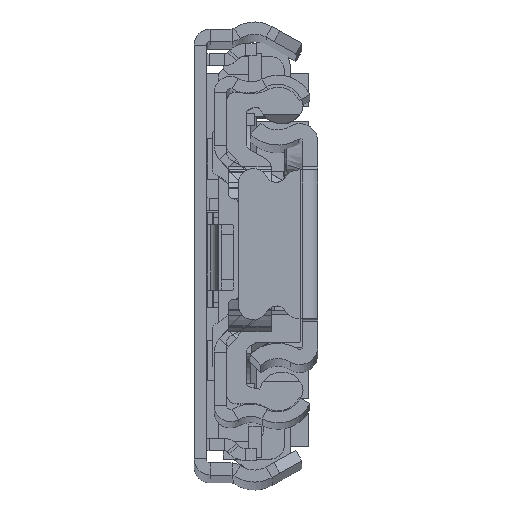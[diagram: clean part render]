
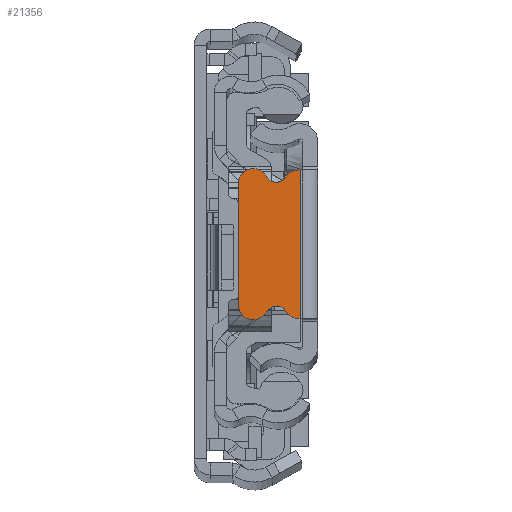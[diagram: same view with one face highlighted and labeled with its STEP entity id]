
A CAD part, top view. The second image highlights one B-rep face of the part: STEP entity #21356.
In plain terms, the highlighted planar face has unit normal (0, 0, 1).
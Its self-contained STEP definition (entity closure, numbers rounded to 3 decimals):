
#1 = DIRECTION ( 'NONE',  ( 1., 0., 0. ) ) ;
#182 = DIRECTION ( 'NONE',  ( 0., 0., 1. ) ) ;
#668 = VERTEX_POINT ( 'NONE', #18405 ) ;
#1618 = CARTESIAN_POINT ( 'NONE',  ( -1.929, -7.37, 0. ) ) ;
#2189 = LINE ( 'NONE', #15348, #27768 ) ;
#2383 = CARTESIAN_POINT ( 'NONE',  ( -5.109, 6.713, 0. ) ) ;
#2527 = AXIS2_PLACEMENT_3D ( 'NONE', #27910, #12839, #1 ) ;
#3539 = CARTESIAN_POINT ( 'NONE',  ( -6.429, 6., 0. ) ) ;
#3744 = CIRCLE ( 'NONE', #20995, 1.5 ) ;
#3973 = DIRECTION ( 'NONE',  ( 1., 0., 0. ) ) ;
#4074 = ORIENTED_EDGE ( 'NONE', *, *, #12933, .T. ) ;
#4458 = VERTEX_POINT ( 'NONE', #14117 ) ;
#5416 = CARTESIAN_POINT ( 'NONE',  ( -1.929, 5.87, 0. ) ) ;
#5633 = EDGE_CURVE ( 'NONE', #22880, #25303, #29739, .T. ) ;
#5678 = CIRCLE ( 'NONE', #30033, 1.1 ) ;
#6065 = AXIS2_PLACEMENT_3D ( 'NONE', #23260, #30908, #20719 ) ;
#6365 = EDGE_CURVE ( 'NONE', #7196, #21397, #3744, .T. ) ;
#6498 = PLANE ( 'NONE',  #12427 ) ;
#6543 = ORIENTED_EDGE ( 'NONE', *, *, #30420, .T. ) ;
#7196 = VERTEX_POINT ( 'NONE', #25094 ) ;
#7241 = EDGE_CURVE ( 'NONE', #668, #22880, #14941, .T. ) ;
#8273 = CARTESIAN_POINT ( 'NONE',  ( -1.929, -5.87, 0. ) ) ;
#8346 = CARTESIAN_POINT ( 'NONE',  ( -7.929, 6., 0. ) ) ;
#8692 = DIRECTION ( 'NONE',  ( -1., 0., 0. ) ) ;
#10828 = VECTOR ( 'NONE', #19559, 1000. ) ;
#11137 = CARTESIAN_POINT ( 'NONE',  ( -1.75, -7.37, 0. ) ) ;
#12415 = DIRECTION ( 'NONE',  ( 1., 0., 0. ) ) ;
#12427 = AXIS2_PLACEMENT_3D ( 'NONE', #16810, #24760, #3973 ) ;
#12839 = DIRECTION ( 'NONE',  ( 0., 0., 1. ) ) ;
#12933 = EDGE_CURVE ( 'NONE', #668, #29531, #27508, .T. ) ;
#13300 = EDGE_LOOP ( 'NONE', ( #21637, #17038, #4074, #15588, #23676, #32539, #6543, #22794, #32363, #27283 ) ) ;
#13673 = CARTESIAN_POINT ( 'NONE',  ( -1.75, 7.37, 0. ) ) ;
#13847 = DIRECTION ( 'NONE',  ( -1., 0., 0. ) ) ;
#14117 = CARTESIAN_POINT ( 'NONE',  ( -7.929, -6., 0. ) ) ;
#14162 = CARTESIAN_POINT ( 'NONE',  ( -1.75, 0., 0. ) ) ;
#14941 = LINE ( 'NONE', #25253, #18347 ) ;
#15348 = CARTESIAN_POINT ( 'NONE',  ( -7.929, -6., 0. ) ) ;
#15588 = ORIENTED_EDGE ( 'NONE', *, *, #32063, .T. ) ;
#15969 = EDGE_CURVE ( 'NONE', #22055, #7196, #5678, .T. ) ;
#16143 = VECTOR ( 'NONE', #8692, 1000. ) ;
#16333 = CARTESIAN_POINT ( 'NONE',  ( -4.142, -7.236, 0. ) ) ;
#16810 = CARTESIAN_POINT ( 'NONE',  ( 442.771, 0., 0. ) ) ;
#17014 = DIRECTION ( 'NONE',  ( -1., 0., 0. ) ) ;
#17038 = ORIENTED_EDGE ( 'NONE', *, *, #7241, .F. ) ;
#17213 = CARTESIAN_POINT ( 'NONE',  ( -3.206, 6.658, 0. ) ) ;
#18347 = VECTOR ( 'NONE', #12415, 1000. ) ;
#18405 = CARTESIAN_POINT ( 'NONE',  ( -1.929, 7.37, 0. ) ) ;
#18591 = DIRECTION ( 'NONE',  ( 0., 0., 1. ) ) ;
#19559 = DIRECTION ( 'NONE',  ( 0., -1., 0. ) ) ;
#20233 = VERTEX_POINT ( 'NONE', #2383 ) ;
#20719 = DIRECTION ( 'NONE',  ( 1., 0., 0. ) ) ;
#20995 = AXIS2_PLACEMENT_3D ( 'NONE', #8273, #18591, #31316 ) ;
#21356 = ADVANCED_FACE ( 'NONE', ( #29688 ), #6498, .T. ) ;
#21397 = VERTEX_POINT ( 'NONE', #27655 ) ;
#21637 = ORIENTED_EDGE ( 'NONE', *, *, #5633, .F. ) ;
#21736 = DIRECTION ( 'NONE',  ( 0., 0., -1. ) ) ;
#22009 = AXIS2_PLACEMENT_3D ( 'NONE', #3539, #26546, #13847 ) ;
#22055 = VERTEX_POINT ( 'NONE', #23427 ) ;
#22477 = CIRCLE ( 'NONE', #2527, 1.5 ) ;
#22794 = ORIENTED_EDGE ( 'NONE', *, *, #15969, .T. ) ;
#22880 = VERTEX_POINT ( 'NONE', #13673 ) ;
#23260 = CARTESIAN_POINT ( 'NONE',  ( -4.142, 7.236, 0. ) ) ;
#23427 = CARTESIAN_POINT ( 'NONE',  ( -5.109, -6.713, 0. ) ) ;
#23676 = ORIENTED_EDGE ( 'NONE', *, *, #25246, .T. ) ;
#24176 = CIRCLE ( 'NONE', #22009, 1.5 ) ;
#24433 = CIRCLE ( 'NONE', #6065, 1.1 ) ;
#24760 = DIRECTION ( 'NONE',  ( 0., 0., 1. ) ) ;
#25094 = CARTESIAN_POINT ( 'NONE',  ( -3.206, -6.658, 0. ) ) ;
#25246 = EDGE_CURVE ( 'NONE', #20233, #26405, #24176, .T. ) ;
#25253 = CARTESIAN_POINT ( 'NONE',  ( -1.929, 7.37, 0. ) ) ;
#25303 = VERTEX_POINT ( 'NONE', #11137 ) ;
#26405 = VERTEX_POINT ( 'NONE', #8346 ) ;
#26546 = DIRECTION ( 'NONE',  ( 0., 0., 1. ) ) ;
#27283 = ORIENTED_EDGE ( 'NONE', *, *, #27513, .F. ) ;
#27508 = CIRCLE ( 'NONE', #28031, 1.5 ) ;
#27513 = EDGE_CURVE ( 'NONE', #25303, #21397, #29194, .T. ) ;
#27655 = CARTESIAN_POINT ( 'NONE',  ( -1.929, -7.37, 0. ) ) ;
#27768 = VECTOR ( 'NONE', #33309, 1000. ) ;
#27910 = CARTESIAN_POINT ( 'NONE',  ( -6.429, -6., 0. ) ) ;
#28031 = AXIS2_PLACEMENT_3D ( 'NONE', #5416, #182, #28594 ) ;
#28594 = DIRECTION ( 'NONE',  ( -1., 0., 0. ) ) ;
#29194 = LINE ( 'NONE', #1618, #16143 ) ;
#29531 = VERTEX_POINT ( 'NONE', #17213 ) ;
#29688 = FACE_OUTER_BOUND ( 'NONE', #13300, .T. ) ;
#29739 = LINE ( 'NONE', #14162, #10828 ) ;
#30033 = AXIS2_PLACEMENT_3D ( 'NONE', #16333, #21736, #17014 ) ;
#30420 = EDGE_CURVE ( 'NONE', #4458, #22055, #22477, .T. ) ;
#30908 = DIRECTION ( 'NONE',  ( 0., 0., -1. ) ) ;
#31316 = DIRECTION ( 'NONE',  ( 1., 0., 0. ) ) ;
#32063 = EDGE_CURVE ( 'NONE', #29531, #20233, #24433, .T. ) ;
#32363 = ORIENTED_EDGE ( 'NONE', *, *, #6365, .T. ) ;
#32539 = ORIENTED_EDGE ( 'NONE', *, *, #33376, .T. ) ;
#33309 = DIRECTION ( 'NONE',  ( 0., -1., 0. ) ) ;
#33376 = EDGE_CURVE ( 'NONE', #26405, #4458, #2189, .T. ) ;
